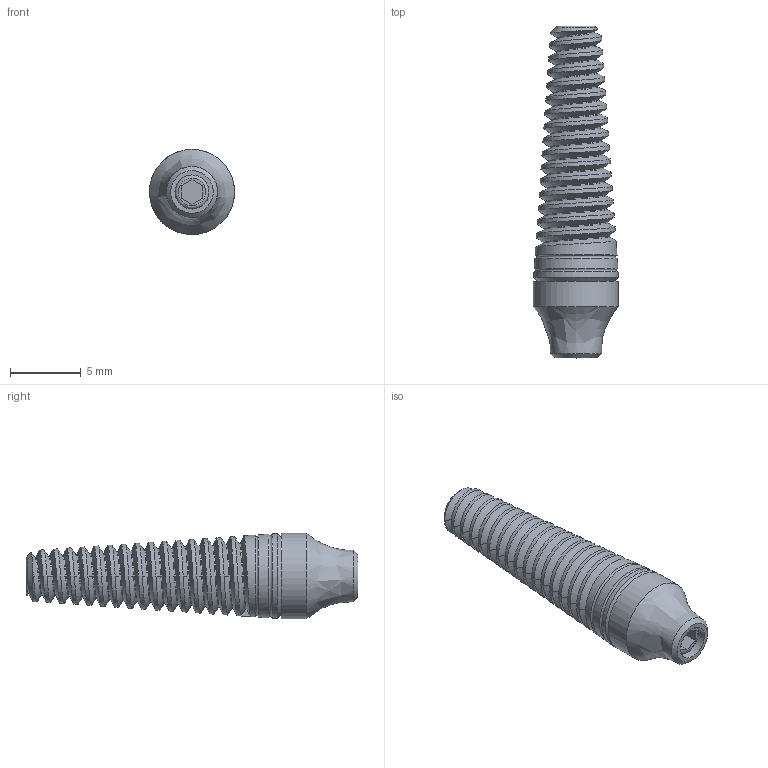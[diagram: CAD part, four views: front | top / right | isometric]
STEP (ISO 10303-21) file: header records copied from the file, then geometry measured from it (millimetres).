
FILE_DESCRIPTION(('FreeCAD Model'),'2;1');
FILE_NAME('Open CASCADE Shape Model','2025-04-29T12:27:20',('FreeCAD'),( 'FreeCAD'),'Open CASCADE STEP processor 7.6','FreeCAD','Unknown');
FILE_SCHEMA(('AUTOMOTIVE_DESIGN { 1 0 10303 214 1 1 1 1 }'));
Length unit declared in the file: millimetre
Products named in the file (1): Open CASCADE STEP translator 7.6 1
Bounding box: 6.03 x 23.53 x 6.03 mm (x, y, z)
Volume: 378.7 mm3; surface area: 798 mm2
Topology: 3 solids, 3 shells, 257 faces, 626 edges, 378 vertices
Faces by surface type: bspline 257
Entity records: 26329 total; most frequent: CARTESIAN_POINT 22505, ORIENTED_EDGE 1250, EDGE_CURVE 625, B_SPLINE_CURVE_WITH_KNOTS 585, VERTEX_POINT 378, FACE_BOUND 263, EDGE_LOOP 263, ADVANCED_FACE 257
